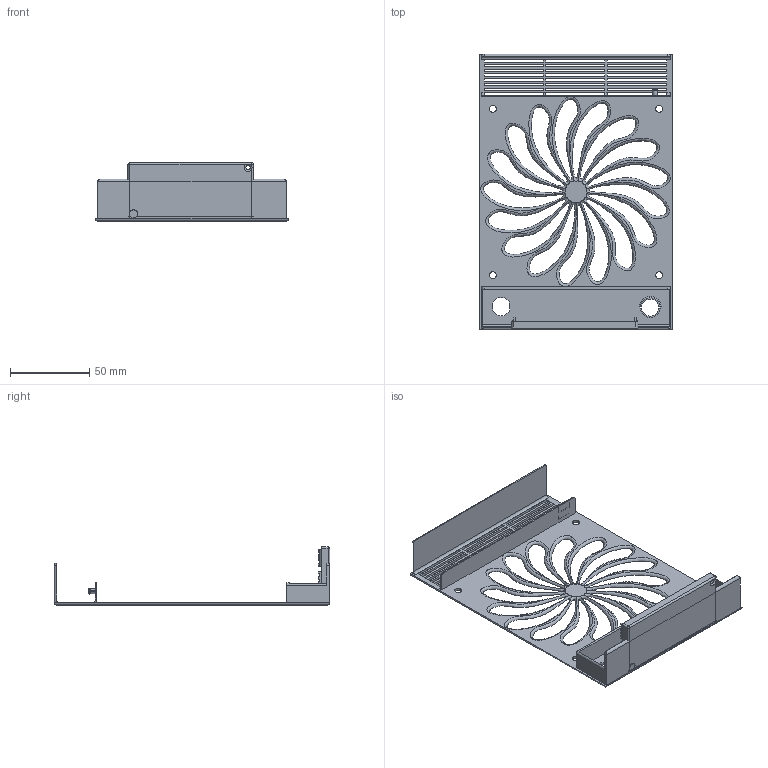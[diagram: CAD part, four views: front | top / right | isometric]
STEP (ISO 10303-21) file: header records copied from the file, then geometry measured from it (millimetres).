
FILE_DESCRIPTION(/* description */ ('STEP AP242','CAx-IF Rec.Pracs.---Representation and Presentation of Product Manufacturing Information (PMI)---4.0---2014-10-13','CAx-IF Rec.Pracs.---3D Tessellated Geometry---0.4---2014-09-14','2;1'),/* implementation_level */ '2;1');
FILE_NAME(/* name */ '6828492dca64cf64309f7747',/* time_stamp */ '2025-05-17T08:30:38Z',/* author */ (''),/* organization */ (''),/* preprocessor_version */ 'ST-DEVELOPER v20',/* originating_system */ 'ONSHAPE BY PTC INC, 1.198',/* authorisation */ ' ');
FILE_SCHEMA (('AP242_MANAGED_MODEL_BASED_3D_ENGINEERING_MIM_LF { 1 0 10303 442 1 1 4 }'));
Length unit declared in the file: metre
Products named in the file (4): Assembly 1; ElectroDragon LED Bottom; Part 1; Facia
Assembly tree (3 placements, depth 2):
  Assembly 1
    ElectroDragon LED Bottom
    Part 1
    Facia
Bounding box: 122.2 x 174 x 36.8 mm (x, y, z)
Volume: 39949.8 mm3; surface area: 59164.7 mm2
Topology: 3 solids, 3 shells, 287 faces, 929 edges, 621 vertices
Faces by surface type: plane 195, cylinder 61, bspline 17, torus 6, sphere 6, cone 2
Full cylindrical faces by diameter (mm): 2.9 x2, 4.4 x4
Entity records: 13500 total; most frequent: CARTESIAN_POINT 5525, ORIENTED_EDGE 1754, DIRECTION 1423, EDGE_CURVE 877, VERTEX_POINT 600, LINE 597, VECTOR 597, AXIS2_PLACEMENT_3D 413
